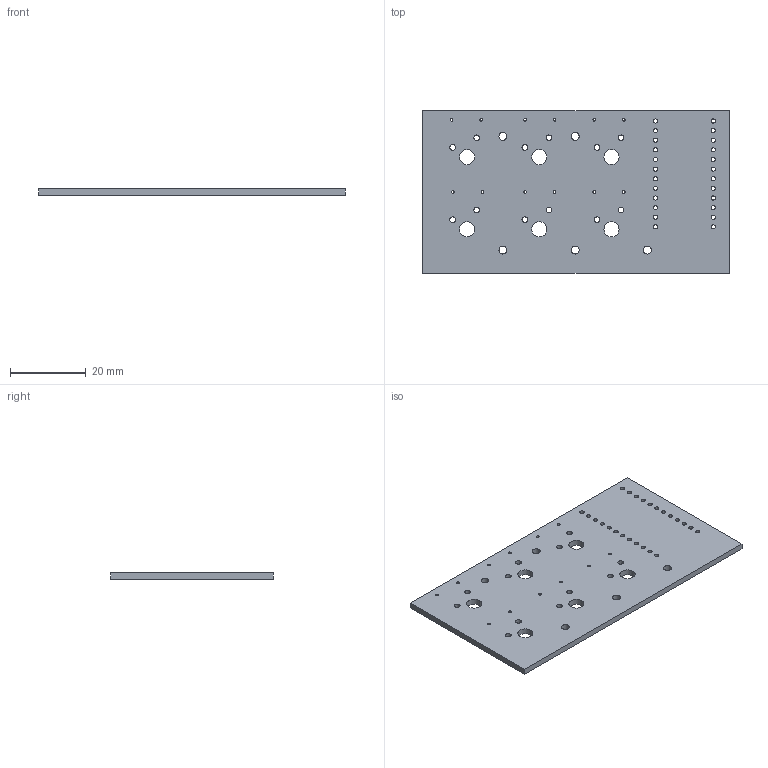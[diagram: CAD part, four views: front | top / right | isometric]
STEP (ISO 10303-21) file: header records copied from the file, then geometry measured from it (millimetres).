
FILE_DESCRIPTION(('KiCad electronic assembly'),'2;1');
FILE_NAME('6keymacro.step','2022-04-13T23:58:30',('Pcbnew'),('Kicad'), 'Open CASCADE STEP processor 7.6','KiCad to STEP converter','Unknown' );
FILE_SCHEMA(('AUTOMOTIVE_DESIGN { 1 0 10303 214 1 1 1 1 }'));
Length unit declared in the file: millimetre
Products named in the file (2): 6keymacro 1; _autosave-6keymacro PCB
Assembly tree (1 placements, depth 2):
  6keymacro 1
    _autosave-6keymacro PCB
Bounding box: 80.96 x 42.86 x 1.6 mm (x, y, z)
Volume: 5326.3 mm3; surface area: 7492.9 mm2
Topology: 1 solids, 1 shells, 66 faces, 192 edges, 128 vertices
Faces by surface type: cylinder 59, plane 7
Full cylindrical faces by diameter (mm): 0.7 x12, 1.1 x24, 1.5 x12, 2.1 x5, 4 x6
Entity records: 5387 total; most frequent: CARTESIAN_POINT 1480, DIRECTION 712, ORIENTED_EDGE 384, PCURVE 384, DEFINITIONAL_REPRESENTATION 384, LINE 340, VECTOR 340, EDGE_CURVE 192
